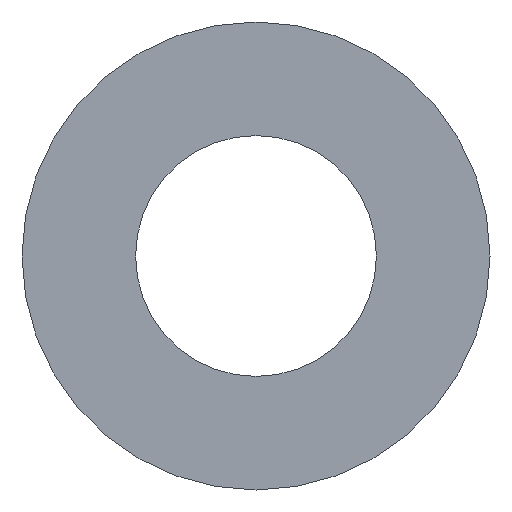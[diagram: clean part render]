
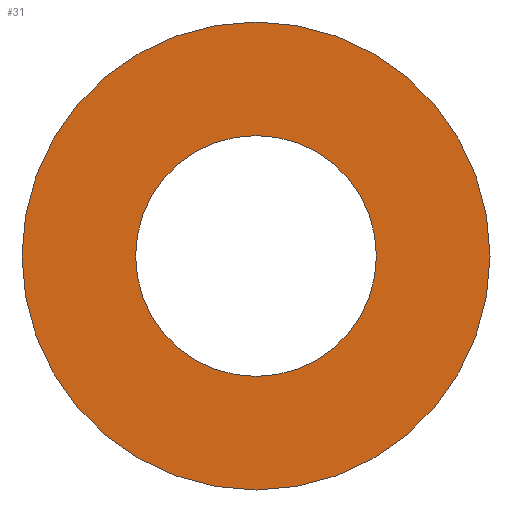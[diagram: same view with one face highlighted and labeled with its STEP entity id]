
A CAD part, front view. The second image highlights one B-rep face of the part: STEP entity #31.
In plain terms, the highlighted planar face has unit normal (0, -1, 0).
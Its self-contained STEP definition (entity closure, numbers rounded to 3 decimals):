
#31 = ADVANCED_FACE( '', ( #60, #61 ), #62, .T. );
#60 = FACE_OUTER_BOUND( '', #87, .T. );
#61 = FACE_BOUND( '', #88, .T. );
#62 = PLANE( '', #89 );
#87 = EDGE_LOOP( '', ( #110 ) );
#88 = EDGE_LOOP( '', ( #111 ) );
#89 = AXIS2_PLACEMENT_3D( '', #112, #113, #114 );
#110 = ORIENTED_EDGE( '', *, *, #137, .T. );
#111 = ORIENTED_EDGE( '', *, *, #138, .F. );
#112 = CARTESIAN_POINT( '', ( 17.5, 0., 0. ) );
#113 = DIRECTION( '', ( 0., -1., 0. ) );
#114 = DIRECTION( '', ( 0., 0., -1. ) );
#137 = EDGE_CURVE( '', #149, #149, #150, .T. );
#138 = EDGE_CURVE( '', #151, #151, #152, .T. );
#149 = VERTEX_POINT( '', #164 );
#150 = CIRCLE( '', #165, 34. );
#151 = VERTEX_POINT( '', #166 );
#152 = CIRCLE( '', #167, 17.5 );
#164 = CARTESIAN_POINT( '', ( 0., 0., -34. ) );
#165 = AXIS2_PLACEMENT_3D( '', #179, #180, #181 );
#166 = CARTESIAN_POINT( '', ( 0., 0., -17.5 ) );
#167 = AXIS2_PLACEMENT_3D( '', #182, #183, #184 );
#179 = CARTESIAN_POINT( '', ( 0., 0., 0. ) );
#180 = DIRECTION( '', ( 0., -1., 0. ) );
#181 = DIRECTION( '', ( 0., 0., -1. ) );
#182 = CARTESIAN_POINT( '', ( 0., 0., 0. ) );
#183 = DIRECTION( '', ( 0., -1., 0. ) );
#184 = DIRECTION( '', ( 0., 0., -1. ) );
